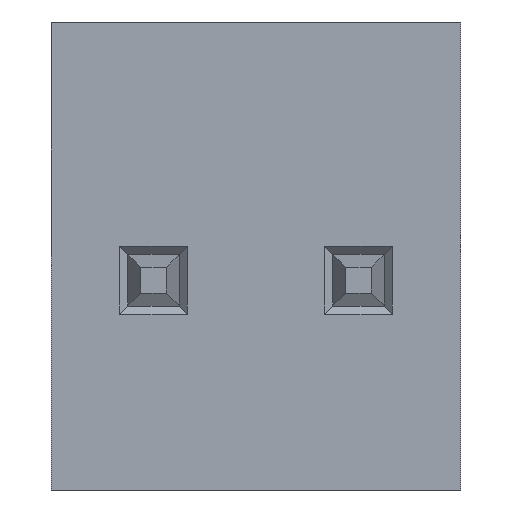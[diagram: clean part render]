
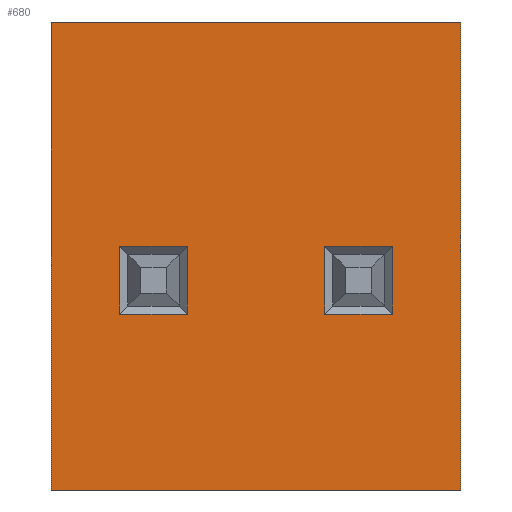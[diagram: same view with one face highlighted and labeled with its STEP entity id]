
A CAD part, front view. The second image highlights one B-rep face of the part: STEP entity #680.
In plain terms, the highlighted planar face has unit normal (0, -1, 0).
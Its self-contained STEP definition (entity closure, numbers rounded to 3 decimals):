
#1 = DIRECTION ( 'NONE',  ( 0., -1., 0. ) ) ;
#10 = CARTESIAN_POINT ( 'NONE',  ( 0., 0., 0. ) ) ;
#32 = EDGE_CURVE ( 'NONE', #1099, #220, #1196, .T. ) ;
#42 = VERTEX_POINT ( 'NONE', #1091 ) ;
#51 = LINE ( 'NONE', #1437, #559 ) ;
#76 = LINE ( 'NONE', #193, #1611 ) ;
#78 = CARTESIAN_POINT ( 'NONE',  ( 3.39, 0., -2.88 ) ) ;
#81 = EDGE_LOOP ( 'NONE', ( #772, #962, #967, #1023 ) ) ;
#110 = AXIS2_PLACEMENT_3D ( 'NONE', #1418, #1, #653 ) ;
#114 = LINE ( 'NONE', #10, #346 ) ;
#147 = EDGE_CURVE ( 'NONE', #220, #237, #203, .T. ) ;
#176 = LINE ( 'NONE', #78, #1047 ) ;
#189 = CARTESIAN_POINT ( 'NONE',  ( 0., 0., -5.8 ) ) ;
#193 = CARTESIAN_POINT ( 'NONE',  ( 3.49, 0., -3.62 ) ) ;
#194 = VERTEX_POINT ( 'NONE', #458 ) ;
#203 = LINE ( 'NONE', #1177, #1554 ) ;
#214 = LINE ( 'NONE', #1454, #847 ) ;
#220 = VERTEX_POINT ( 'NONE', #727 ) ;
#232 = LINE ( 'NONE', #912, #1510 ) ;
#237 = VERTEX_POINT ( 'NONE', #618 ) ;
#252 = LINE ( 'NONE', #1594, #1275 ) ;
#264 = EDGE_CURVE ( 'NONE', #237, #42, #114, .T. ) ;
#273 = EDGE_CURVE ( 'NONE', #1220, #1406, #1599, .T. ) ;
#285 = ORIENTED_EDGE ( 'NONE', *, *, #347, .T. ) ;
#290 = CARTESIAN_POINT ( 'NONE',  ( 0.85, 0., -2.88 ) ) ;
#311 = VERTEX_POINT ( 'NONE', #794 ) ;
#346 = VECTOR ( 'NONE', #644, 1000. ) ;
#347 = EDGE_CURVE ( 'NONE', #1406, #311, #870, .T. ) ;
#409 = EDGE_LOOP ( 'NONE', ( #798, #1444, #1427, #285 ) ) ;
#430 = ORIENTED_EDGE ( 'NONE', *, *, #856, .T. ) ;
#434 = CARTESIAN_POINT ( 'NONE',  ( 4.23, 0., -2.78 ) ) ;
#452 = VERTEX_POINT ( 'NONE', #1009 ) ;
#458 = CARTESIAN_POINT ( 'NONE',  ( 3.39, 0., -2.78 ) ) ;
#461 = FACE_BOUND ( 'NONE', #1219, .T. ) ;
#470 = VERTEX_POINT ( 'NONE', #1615 ) ;
#548 = DIRECTION ( 'NONE',  ( -1., 0., 0. ) ) ;
#559 = VECTOR ( 'NONE', #935, 1000. ) ;
#579 = DIRECTION ( 'NONE',  ( 0., 0., -1. ) ) ;
#618 = CARTESIAN_POINT ( 'NONE',  ( 0., 0., 0. ) ) ;
#644 = DIRECTION ( 'NONE',  ( 1., 0., 0. ) ) ;
#646 = CARTESIAN_POINT ( 'NONE',  ( 0.85, 0., -3.62 ) ) ;
#650 = CARTESIAN_POINT ( 'NONE',  ( 0.95, 0., -3.62 ) ) ;
#653 = DIRECTION ( 'NONE',  ( 0., 0., -1. ) ) ;
#680 = ADVANCED_FACE ( 'NONE', ( #1296, #461, #979 ), #1549, .T. ) ;
#681 = DIRECTION ( 'NONE',  ( 0., 0., 1. ) ) ;
#727 = CARTESIAN_POINT ( 'NONE',  ( 0., 0., -5.8 ) ) ;
#772 = ORIENTED_EDGE ( 'NONE', *, *, #147, .F. ) ;
#776 = EDGE_CURVE ( 'NONE', #452, #1220, #252, .T. ) ;
#794 = CARTESIAN_POINT ( 'NONE',  ( 0.85, 0., -2.78 ) ) ;
#798 = ORIENTED_EDGE ( 'NONE', *, *, #1372, .T. ) ;
#847 = VECTOR ( 'NONE', #980, 1000. ) ;
#852 = DIRECTION ( 'NONE',  ( 0., 0., -1. ) ) ;
#856 = EDGE_CURVE ( 'NONE', #470, #194, #176, .T. ) ;
#870 = LINE ( 'NONE', #290, #1342 ) ;
#890 = VECTOR ( 'NONE', #852, 1000. ) ;
#896 = VECTOR ( 'NONE', #548, 1000. ) ;
#903 = CARTESIAN_POINT ( 'NONE',  ( 1.69, 0., -3.62 ) ) ;
#912 = CARTESIAN_POINT ( 'NONE',  ( 1.59, 0., -2.78 ) ) ;
#927 = DIRECTION ( 'NONE',  ( -1., 0., 0. ) ) ;
#935 = DIRECTION ( 'NONE',  ( 0., 0., -1. ) ) ;
#962 = ORIENTED_EDGE ( 'NONE', *, *, #32, .F. ) ;
#967 = ORIENTED_EDGE ( 'NONE', *, *, #1637, .F. ) ;
#974 = CARTESIAN_POINT ( 'NONE',  ( 5.08, 0., 0. ) ) ;
#979 = FACE_OUTER_BOUND ( 'NONE', #81, .T. ) ;
#980 = DIRECTION ( 'NONE',  ( 1., 0., 0. ) ) ;
#994 = DIRECTION ( 'NONE',  ( 0., 0., 1. ) ) ;
#1009 = CARTESIAN_POINT ( 'NONE',  ( 1.69, 0., -2.78 ) ) ;
#1023 = ORIENTED_EDGE ( 'NONE', *, *, #264, .F. ) ;
#1031 = VECTOR ( 'NONE', #927, 1000. ) ;
#1040 = ORIENTED_EDGE ( 'NONE', *, *, #1496, .T. ) ;
#1047 = VECTOR ( 'NONE', #994, 1000. ) ;
#1057 = DIRECTION ( 'NONE',  ( 1., 0., 0. ) ) ;
#1062 = EDGE_CURVE ( 'NONE', #1423, #470, #76, .T. ) ;
#1091 = CARTESIAN_POINT ( 'NONE',  ( 5.08, 0., 0. ) ) ;
#1099 = VERTEX_POINT ( 'NONE', #1492 ) ;
#1158 = ORIENTED_EDGE ( 'NONE', *, *, #1062, .T. ) ;
#1177 = CARTESIAN_POINT ( 'NONE',  ( 0., 0., 0. ) ) ;
#1196 = LINE ( 'NONE', #189, #896 ) ;
#1219 = EDGE_LOOP ( 'NONE', ( #1501, #1040, #1158, #430 ) ) ;
#1220 = VERTEX_POINT ( 'NONE', #903 ) ;
#1275 = VECTOR ( 'NONE', #579, 1000. ) ;
#1295 = LINE ( 'NONE', #974, #890 ) ;
#1296 = FACE_BOUND ( 'NONE', #409, .T. ) ;
#1342 = VECTOR ( 'NONE', #681, 1000. ) ;
#1372 = EDGE_CURVE ( 'NONE', #311, #452, #232, .T. ) ;
#1406 = VERTEX_POINT ( 'NONE', #646 ) ;
#1410 = CARTESIAN_POINT ( 'NONE',  ( 4.23, 0., -3.62 ) ) ;
#1415 = DIRECTION ( 'NONE',  ( 0., 0., 1. ) ) ;
#1418 = CARTESIAN_POINT ( 'NONE',  ( 0., 0., -5.8 ) ) ;
#1423 = VERTEX_POINT ( 'NONE', #1410 ) ;
#1427 = ORIENTED_EDGE ( 'NONE', *, *, #273, .T. ) ;
#1437 = CARTESIAN_POINT ( 'NONE',  ( 4.23, 0., -3.52 ) ) ;
#1444 = ORIENTED_EDGE ( 'NONE', *, *, #776, .T. ) ;
#1454 = CARTESIAN_POINT ( 'NONE',  ( 4.13, 0., -2.78 ) ) ;
#1457 = DIRECTION ( 'NONE',  ( -1., 0., 0. ) ) ;
#1492 = CARTESIAN_POINT ( 'NONE',  ( 5.08, 0., -5.8 ) ) ;
#1496 = EDGE_CURVE ( 'NONE', #1559, #1423, #51, .T. ) ;
#1501 = ORIENTED_EDGE ( 'NONE', *, *, #1646, .T. ) ;
#1510 = VECTOR ( 'NONE', #1057, 1000. ) ;
#1549 = PLANE ( 'NONE',  #110 ) ;
#1554 = VECTOR ( 'NONE', #1415, 1000. ) ;
#1559 = VERTEX_POINT ( 'NONE', #434 ) ;
#1594 = CARTESIAN_POINT ( 'NONE',  ( 1.69, 0., -3.52 ) ) ;
#1599 = LINE ( 'NONE', #650, #1031 ) ;
#1611 = VECTOR ( 'NONE', #1457, 1000. ) ;
#1615 = CARTESIAN_POINT ( 'NONE',  ( 3.39, 0., -3.62 ) ) ;
#1637 = EDGE_CURVE ( 'NONE', #42, #1099, #1295, .T. ) ;
#1646 = EDGE_CURVE ( 'NONE', #194, #1559, #214, .T. ) ;
